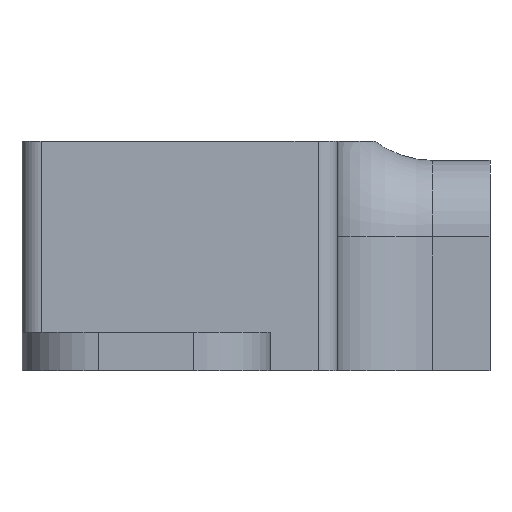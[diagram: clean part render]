
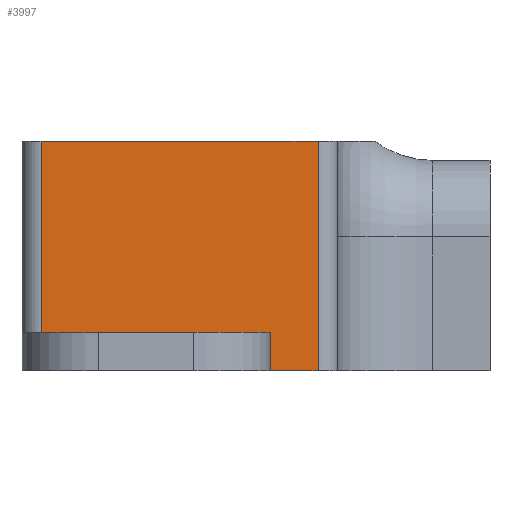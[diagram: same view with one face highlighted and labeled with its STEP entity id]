
A CAD part, left-side view. The second image highlights one B-rep face of the part: STEP entity #3997.
In plain terms, the highlighted planar face has unit normal (-1, 0, 0).
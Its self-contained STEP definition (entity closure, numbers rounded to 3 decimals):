
#67 = VERTEX_POINT ( 'NONE', #3208 ) ;
#253 = DIRECTION ( 'NONE',  ( 0., 0., 1. ) ) ;
#297 = LINE ( 'NONE', #1427, #4069 ) ;
#299 = DIRECTION ( 'NONE',  ( 0., -1., 0. ) ) ;
#437 = AXIS2_PLACEMENT_3D ( 'NONE', #4539, #3622, #253 ) ;
#450 = CARTESIAN_POINT ( 'NONE',  ( -11.6, -4.75, 0. ) ) ;
#611 = ORIENTED_EDGE ( 'NONE', *, *, #1618, .T. ) ;
#943 = VERTEX_POINT ( 'NONE', #5030 ) ;
#991 = LINE ( 'NONE', #1842, #4166 ) ;
#1093 = VERTEX_POINT ( 'NONE', #450 ) ;
#1127 = ORIENTED_EDGE ( 'NONE', *, *, #1782, .T. ) ;
#1174 = LINE ( 'NONE', #4778, #2888 ) ;
#1427 = CARTESIAN_POINT ( 'NONE',  ( -11.6, 8.25, 12. ) ) ;
#1618 = EDGE_CURVE ( 'NONE', #1879, #1093, #991, .T. ) ;
#1724 = VERTEX_POINT ( 'NONE', #4996 ) ;
#1771 = VECTOR ( 'NONE', #1807, 1000. ) ;
#1782 = EDGE_CURVE ( 'NONE', #1093, #67, #2883, .T. ) ;
#1807 = DIRECTION ( 'NONE',  ( 0., 0., 1. ) ) ;
#1842 = CARTESIAN_POINT ( 'NONE',  ( -11.6, -4.75, 2. ) ) ;
#1879 = VERTEX_POINT ( 'NONE', #3877 ) ;
#1949 = ORIENTED_EDGE ( 'NONE', *, *, #4576, .T. ) ;
#1992 = EDGE_CURVE ( 'NONE', #3215, #943, #297, .T. ) ;
#2151 = DIRECTION ( 'NONE',  ( 0., 0., -1. ) ) ;
#2263 = LINE ( 'NONE', #2415, #4841 ) ;
#2302 = FACE_OUTER_BOUND ( 'NONE', #4035, .T. ) ;
#2306 = EDGE_CURVE ( 'NONE', #3215, #1724, #2263, .T. ) ;
#2415 = CARTESIAN_POINT ( 'NONE',  ( -11.6, 7.25, 2. ) ) ;
#2421 = DIRECTION ( 'NONE',  ( 0., -1., 0. ) ) ;
#2847 = ORIENTED_EDGE ( 'NONE', *, *, #3341, .T. ) ;
#2866 = ORIENTED_EDGE ( 'NONE', *, *, #1992, .F. ) ;
#2883 = LINE ( 'NONE', #4888, #3303 ) ;
#2888 = VECTOR ( 'NONE', #3010, 1000. ) ;
#3010 = DIRECTION ( 'NONE',  ( 0., -1., 0. ) ) ;
#3208 = CARTESIAN_POINT ( 'NONE',  ( -11.6, -7.25, 0. ) ) ;
#3215 = VERTEX_POINT ( 'NONE', #5060 ) ;
#3292 = LINE ( 'NONE', #5212, #1771 ) ;
#3303 = VECTOR ( 'NONE', #2421, 1000. ) ;
#3341 = EDGE_CURVE ( 'NONE', #1724, #1879, #1174, .T. ) ;
#3622 = DIRECTION ( 'NONE',  ( -1., 0., 0. ) ) ;
#3877 = CARTESIAN_POINT ( 'NONE',  ( -11.6, -4.75, 2. ) ) ;
#3975 = PLANE ( 'NONE',  #437 ) ;
#3997 = ADVANCED_FACE ( 'NONE', ( #2302 ), #3975, .T. ) ;
#4035 = EDGE_LOOP ( 'NONE', ( #1127, #1949, #2866, #4333, #2847, #611 ) ) ;
#4069 = VECTOR ( 'NONE', #299, 1000. ) ;
#4166 = VECTOR ( 'NONE', #4353, 1000. ) ;
#4333 = ORIENTED_EDGE ( 'NONE', *, *, #2306, .T. ) ;
#4353 = DIRECTION ( 'NONE',  ( 0., 0., -1. ) ) ;
#4539 = CARTESIAN_POINT ( 'NONE',  ( -11.6, 0., 0. ) ) ;
#4576 = EDGE_CURVE ( 'NONE', #67, #943, #3292, .T. ) ;
#4778 = CARTESIAN_POINT ( 'NONE',  ( -11.6, 8.25, 2. ) ) ;
#4841 = VECTOR ( 'NONE', #2151, 1000. ) ;
#4888 = CARTESIAN_POINT ( 'NONE',  ( -11.6, -4.75, 0. ) ) ;
#4996 = CARTESIAN_POINT ( 'NONE',  ( -11.6, 7.25, 2. ) ) ;
#5030 = CARTESIAN_POINT ( 'NONE',  ( -11.6, -7.25, 12. ) ) ;
#5060 = CARTESIAN_POINT ( 'NONE',  ( -11.6, 7.25, 12. ) ) ;
#5212 = CARTESIAN_POINT ( 'NONE',  ( -11.6, -7.25, 12. ) ) ;
